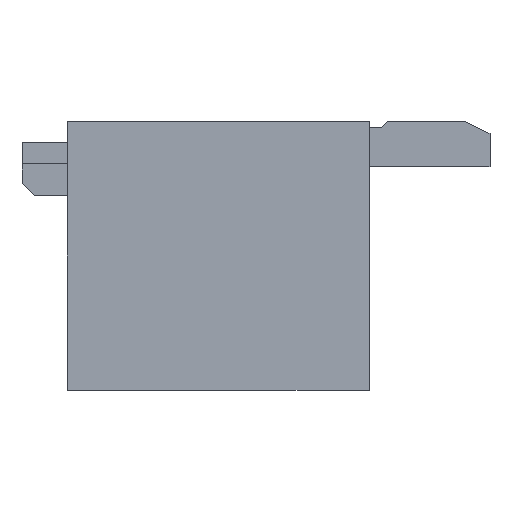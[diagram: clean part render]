
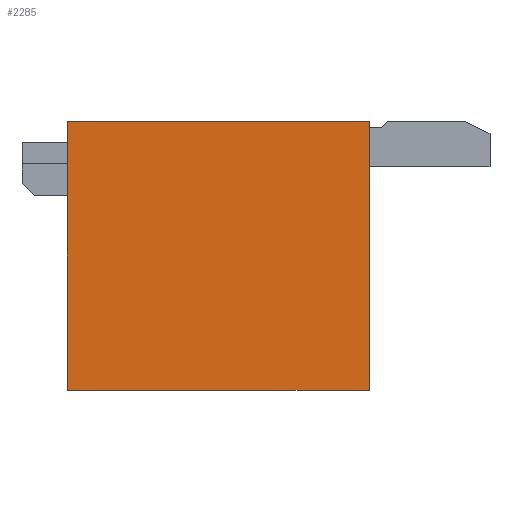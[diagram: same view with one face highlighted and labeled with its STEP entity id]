
A CAD part, left-side view. The second image highlights one B-rep face of the part: STEP entity #2285.
In plain terms, the highlighted planar face has unit normal (-1, 0, 0).
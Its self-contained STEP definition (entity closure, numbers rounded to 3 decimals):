
#675 = CARTESIAN_POINT ( 'NONE',  ( -3.65, 2.875, 2.225 ) ) ;
#1280 = CARTESIAN_POINT ( 'NONE',  ( -3.65, 2.875, -2.225 ) ) ;
#1599 = AXIS2_PLACEMENT_3D ( 'NONE', #1280, #3136, #7525 ) ;
#1765 = VERTEX_POINT ( 'NONE', #2421 ) ;
#1847 = CARTESIAN_POINT ( 'NONE',  ( -3.65, 2.125, -2.225 ) ) ;
#2285 = ADVANCED_FACE ( 'NONE', ( #2690 ), #6889, .T. ) ;
#2421 = CARTESIAN_POINT ( 'NONE',  ( -3.65, -2.875, -2.225 ) ) ;
#2690 = FACE_OUTER_BOUND ( 'NONE', #7560, .T. ) ;
#2709 = VERTEX_POINT ( 'NONE', #4909 ) ;
#2840 = LINE ( 'NONE', #5975, #4290 ) ;
#2936 = LINE ( 'NONE', #2951, #5654 ) ;
#2951 = CARTESIAN_POINT ( 'NONE',  ( -3.65, -2.875, -2.225 ) ) ;
#3114 = ORIENTED_EDGE ( 'NONE', *, *, #4277, .T. ) ;
#3136 = DIRECTION ( 'NONE',  ( -1., 0., 0. ) ) ;
#3910 = VERTEX_POINT ( 'NONE', #4055 ) ;
#3926 = ORIENTED_EDGE ( 'NONE', *, *, #6157, .T. ) ;
#3963 = ORIENTED_EDGE ( 'NONE', *, *, #5980, .T. ) ;
#4055 = CARTESIAN_POINT ( 'NONE',  ( -3.65, 2.125, -2.225 ) ) ;
#4277 = EDGE_CURVE ( 'NONE', #7262, #2709, #6163, .T. ) ;
#4290 = VECTOR ( 'NONE', #6630, 1000. ) ;
#4292 = VECTOR ( 'NONE', #4956, 1000. ) ;
#4515 = VECTOR ( 'NONE', #6262, 1000. ) ;
#4810 = DIRECTION ( 'NONE',  ( 0., 0., 1. ) ) ;
#4909 = CARTESIAN_POINT ( 'NONE',  ( -3.65, 2.125, 2.225 ) ) ;
#4956 = DIRECTION ( 'NONE',  ( 0., 0., -1. ) ) ;
#5654 = VECTOR ( 'NONE', #4810, 1000. ) ;
#5735 = ORIENTED_EDGE ( 'NONE', *, *, #7342, .T. ) ;
#5948 = LINE ( 'NONE', #1847, #4292 ) ;
#5975 = CARTESIAN_POINT ( 'NONE',  ( -3.65, 0., -2.225 ) ) ;
#5980 = EDGE_CURVE ( 'NONE', #1765, #7262, #2936, .T. ) ;
#6157 = EDGE_CURVE ( 'NONE', #3910, #1765, #2840, .T. ) ;
#6163 = LINE ( 'NONE', #675, #4515 ) ;
#6262 = DIRECTION ( 'NONE',  ( 0., 1., 0. ) ) ;
#6630 = DIRECTION ( 'NONE',  ( 0., -1., 0. ) ) ;
#6889 = PLANE ( 'NONE',  #1599 ) ;
#7262 = VERTEX_POINT ( 'NONE', #7397 ) ;
#7342 = EDGE_CURVE ( 'NONE', #2709, #3910, #5948, .T. ) ;
#7397 = CARTESIAN_POINT ( 'NONE',  ( -3.65, -2.875, 2.225 ) ) ;
#7525 = DIRECTION ( 'NONE',  ( 0., 0., 1. ) ) ;
#7560 = EDGE_LOOP ( 'NONE', ( #3114, #5735, #3926, #3963 ) ) ;
